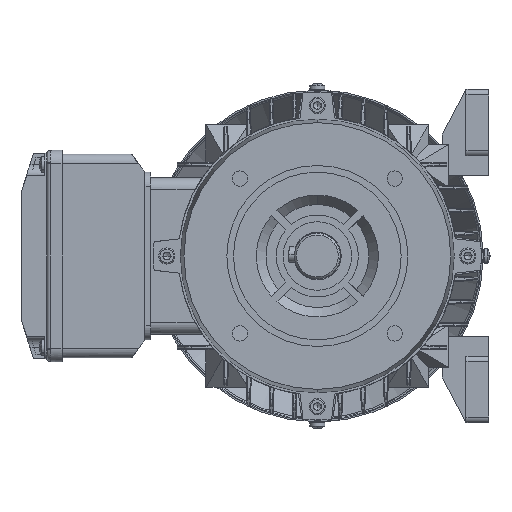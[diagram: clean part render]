
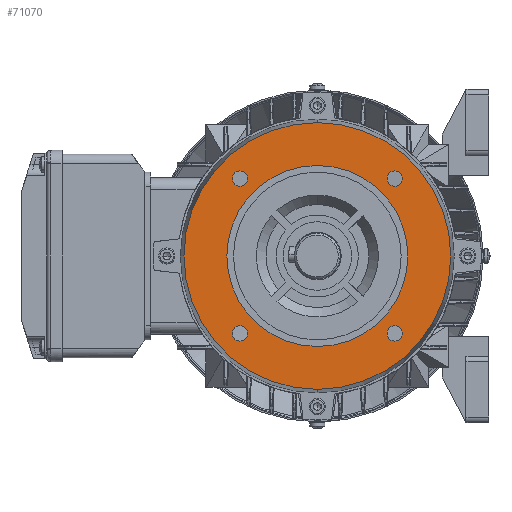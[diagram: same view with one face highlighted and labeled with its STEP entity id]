
A CAD part, left-side view. The second image highlights one B-rep face of the part: STEP entity #71070.
In plain terms, the highlighted planar face has unit normal (-1, 0, 0).
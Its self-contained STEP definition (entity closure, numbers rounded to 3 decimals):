
#66420 = DIRECTION ( 'NONE',  ( 0., 0., 1. ) ) ;
#70723 = EDGE_CURVE ( 'NONE', #70942, #70725, #71696, .T. ) ;
#70725 = VERTEX_POINT ( 'NONE', #71672 ) ;
#70751 = EDGE_CURVE ( 'NONE', #70754, #70755, #71822, .T. ) ;
#70754 = VERTEX_POINT ( 'NONE', #71815 ) ;
#70755 = VERTEX_POINT ( 'NONE', #71814 ) ;
#70827 = VERTEX_POINT ( 'NONE', #72016 ) ;
#70905 = VERTEX_POINT ( 'NONE', #72254 ) ;
#70908 = VERTEX_POINT ( 'NONE', #72225 ) ;
#70925 = EDGE_CURVE ( 'NONE', #70908, #70943, #72315, .T. ) ;
#70930 = EDGE_CURVE ( 'NONE', #70905, #70827, #72304, .T. ) ;
#70942 = VERTEX_POINT ( 'NONE', #72395 ) ;
#70943 = VERTEX_POINT ( 'NONE', #72393 ) ;
#71041 = ORIENTED_EDGE ( 'NONE', *, *, #70723, .F. ) ;
#71042 = ORIENTED_EDGE ( 'NONE', *, *, #71044, .F. ) ;
#71044 = EDGE_CURVE ( 'NONE', #70725, #70942, #72655, .T. ) ;
#71048 = EDGE_LOOP ( 'NONE', ( #71050, #71051 ) ) ;
#71050 = ORIENTED_EDGE ( 'NONE', *, *, #70751, .F. ) ;
#71051 = ORIENTED_EDGE ( 'NONE', *, *, #71052, .F. ) ;
#71052 = EDGE_CURVE ( 'NONE', #70755, #70754, #72644, .T. ) ;
#71054 = EDGE_LOOP ( 'NONE', ( #71055, #71057 ) ) ;
#71055 = ORIENTED_EDGE ( 'NONE', *, *, #80243, .T. ) ;
#71057 = ORIENTED_EDGE ( 'NONE', *, *, #71068, .T. ) ;
#71061 = EDGE_LOOP ( 'NONE', ( #71063, #71065 ) ) ;
#71063 = ORIENTED_EDGE ( 'NONE', *, *, #79554, .F. ) ;
#71065 = ORIENTED_EDGE ( 'NONE', *, *, #71157, .F. ) ;
#71068 = EDGE_CURVE ( 'NONE', #80214, #80245, #72632, .T. ) ;
#71070 = ADVANCED_FACE ( 'NONE', ( #72625, #72623, #72621, #72619, #72618, #72616 ), #72615, .T. ) ;
#71072 = EDGE_LOOP ( 'NONE', ( #71075, #71076 ) ) ;
#71075 = ORIENTED_EDGE ( 'NONE', *, *, #70930, .F. ) ;
#71076 = ORIENTED_EDGE ( 'NONE', *, *, #71079, .F. ) ;
#71079 = EDGE_CURVE ( 'NONE', #70827, #70905, #72746, .T. ) ;
#71080 = EDGE_LOOP ( 'NONE', ( #71082, #71084 ) ) ;
#71082 = ORIENTED_EDGE ( 'NONE', *, *, #70925, .F. ) ;
#71084 = ORIENTED_EDGE ( 'NONE', *, *, #71086, .F. ) ;
#71086 = EDGE_CURVE ( 'NONE', #70943, #70908, #72731, .T. ) ;
#71089 = EDGE_LOOP ( 'NONE', ( #71041, #71042 ) ) ;
#71157 = EDGE_CURVE ( 'NONE', #79561, #79559, #72842, .T. ) ;
#71672 = CARTESIAN_POINT ( 'NONE',  ( 3., 40.659, -36.659 ) ) ;
#71673 = DIRECTION ( 'NONE',  ( 0., 0., 1. ) ) ;
#71675 = DIRECTION ( 'NONE',  ( -1., 0., 0. ) ) ;
#71677 = CARTESIAN_POINT ( 'NONE',  ( 3., 40.659, -40.659 ) ) ;
#71678 = AXIS2_PLACEMENT_3D ( 'NONE', #71677, #71675, #71673 ) ;
#71696 = CIRCLE ( 'NONE', #71678, 4. ) ;
#71814 = CARTESIAN_POINT ( 'NONE',  ( 3., 40.659, 44.659 ) ) ;
#71815 = CARTESIAN_POINT ( 'NONE',  ( 3., 40.659, 36.659 ) ) ;
#71817 = DIRECTION ( 'NONE',  ( 0., 0., 1. ) ) ;
#71818 = DIRECTION ( 'NONE',  ( -1., 0., 0. ) ) ;
#71819 = CARTESIAN_POINT ( 'NONE',  ( 3., 40.659, 40.659 ) ) ;
#71821 = AXIS2_PLACEMENT_3D ( 'NONE', #71819, #71818, #71817 ) ;
#71822 = CIRCLE ( 'NONE', #71821, 4. ) ;
#72016 = CARTESIAN_POINT ( 'NONE',  ( 3., -40.659, 44.659 ) ) ;
#72225 = CARTESIAN_POINT ( 'NONE',  ( 3., -40.659, -44.659 ) ) ;
#72254 = CARTESIAN_POINT ( 'NONE',  ( 3., -40.659, 36.659 ) ) ;
#72297 = DIRECTION ( 'NONE',  ( 0., 0., 1. ) ) ;
#72299 = DIRECTION ( 'NONE',  ( -1., 0., 0. ) ) ;
#72301 = CARTESIAN_POINT ( 'NONE',  ( 3., -40.659, 40.659 ) ) ;
#72302 = AXIS2_PLACEMENT_3D ( 'NONE', #72301, #72299, #72297 ) ;
#72304 = CIRCLE ( 'NONE', #72302, 4. ) ;
#72308 = DIRECTION ( 'NONE',  ( 0., 0., 1. ) ) ;
#72310 = DIRECTION ( 'NONE',  ( -1., 0., 0. ) ) ;
#72312 = CARTESIAN_POINT ( 'NONE',  ( 3., -40.659, -40.659 ) ) ;
#72313 = AXIS2_PLACEMENT_3D ( 'NONE', #72312, #72310, #72308 ) ;
#72315 = CIRCLE ( 'NONE', #72313, 4. ) ;
#72393 = CARTESIAN_POINT ( 'NONE',  ( 3., -40.659, -36.659 ) ) ;
#72395 = CARTESIAN_POINT ( 'NONE',  ( 3., 40.659, -44.659 ) ) ;
#72607 = DIRECTION ( 'NONE',  ( -1., 0., 0. ) ) ;
#72609 = AXIS2_PLACEMENT_3D ( 'NONE', #72614, #72607, #66420 ) ;
#72614 = CARTESIAN_POINT ( 'NONE',  ( 3., -28.387, 0. ) ) ;
#72615 = PLANE ( 'NONE',  #72609 ) ;
#72616 = FACE_BOUND ( 'NONE', #71061, .T. ) ;
#72618 = FACE_OUTER_BOUND ( 'NONE', #71054, .T. ) ;
#72619 = FACE_BOUND ( 'NONE', #71048, .T. ) ;
#72621 = FACE_BOUND ( 'NONE', #71089, .T. ) ;
#72623 = FACE_BOUND ( 'NONE', #71080, .T. ) ;
#72625 = FACE_BOUND ( 'NONE', #71072, .T. ) ;
#72626 = DIRECTION ( 'NONE',  ( 0., 0., 1. ) ) ;
#72628 = DIRECTION ( 'NONE',  ( -1., 0., 0. ) ) ;
#72629 = CARTESIAN_POINT ( 'NONE',  ( 3., 0., 0. ) ) ;
#72630 = AXIS2_PLACEMENT_3D ( 'NONE', #72629, #72628, #72626 ) ;
#72632 = CIRCLE ( 'NONE', #72630, 70. ) ;
#72638 = DIRECTION ( 'NONE',  ( 0., 0., 1. ) ) ;
#72640 = DIRECTION ( 'NONE',  ( -1., 0., 0. ) ) ;
#72642 = CARTESIAN_POINT ( 'NONE',  ( 3., 40.659, 40.659 ) ) ;
#72643 = AXIS2_PLACEMENT_3D ( 'NONE', #72642, #72640, #72638 ) ;
#72644 = CIRCLE ( 'NONE', #72643, 4. ) ;
#72650 = DIRECTION ( 'NONE',  ( 0., 0., 1. ) ) ;
#72652 = DIRECTION ( 'NONE',  ( -1., 0., 0. ) ) ;
#72653 = AXIS2_PLACEMENT_3D ( 'NONE', #72664, #72652, #72650 ) ;
#72655 = CIRCLE ( 'NONE', #72653, 4. ) ;
#72664 = CARTESIAN_POINT ( 'NONE',  ( 3., 40.659, -40.659 ) ) ;
#72726 = DIRECTION ( 'NONE',  ( 0., 0., 1. ) ) ;
#72727 = DIRECTION ( 'NONE',  ( -1., 0., 0. ) ) ;
#72729 = CARTESIAN_POINT ( 'NONE',  ( 3., -40.659, -40.659 ) ) ;
#72730 = AXIS2_PLACEMENT_3D ( 'NONE', #72729, #72727, #72726 ) ;
#72731 = CIRCLE ( 'NONE', #72730, 4. ) ;
#72737 = DIRECTION ( 'NONE',  ( 0., 0., 1. ) ) ;
#72739 = DIRECTION ( 'NONE',  ( -1., 0., 0. ) ) ;
#72741 = CARTESIAN_POINT ( 'NONE',  ( 3., -40.659, 40.659 ) ) ;
#72743 = AXIS2_PLACEMENT_3D ( 'NONE', #72741, #72739, #72737 ) ;
#72746 = CIRCLE ( 'NONE', #72743, 4. ) ;
#72826 = DIRECTION ( 'NONE',  ( 0., 0., 1. ) ) ;
#72828 = DIRECTION ( 'NONE',  ( -1., 0., 0. ) ) ;
#72830 = CARTESIAN_POINT ( 'NONE',  ( 3., 0., 0. ) ) ;
#72831 = AXIS2_PLACEMENT_3D ( 'NONE', #72830, #72828, #72826 ) ;
#72842 = CIRCLE ( 'NONE', #72831, 47.5 ) ;
#79554 = EDGE_CURVE ( 'NONE', #79559, #79561, #98120, .T. ) ;
#79559 = VERTEX_POINT ( 'NONE', #98111 ) ;
#79561 = VERTEX_POINT ( 'NONE', #98109 ) ;
#80214 = VERTEX_POINT ( 'NONE', #99595 ) ;
#80243 = EDGE_CURVE ( 'NONE', #80245, #80214, #99670, .T. ) ;
#80245 = VERTEX_POINT ( 'NONE', #99661 ) ;
#98109 = CARTESIAN_POINT ( 'NONE',  ( 3., 0., -47.5 ) ) ;
#98111 = CARTESIAN_POINT ( 'NONE',  ( 3., 0., 47.5 ) ) ;
#98113 = DIRECTION ( 'NONE',  ( 0., 0., 1. ) ) ;
#98115 = DIRECTION ( 'NONE',  ( -1., 0., 0. ) ) ;
#98117 = CARTESIAN_POINT ( 'NONE',  ( 3., 0., 0. ) ) ;
#98118 = AXIS2_PLACEMENT_3D ( 'NONE', #98117, #98115, #98113 ) ;
#98120 = CIRCLE ( 'NONE', #98118, 47.5 ) ;
#99595 = CARTESIAN_POINT ( 'NONE',  ( 3., 0., -70. ) ) ;
#99661 = CARTESIAN_POINT ( 'NONE',  ( 3., 0., 70. ) ) ;
#99663 = DIRECTION ( 'NONE',  ( 0., 0., 1. ) ) ;
#99665 = DIRECTION ( 'NONE',  ( -1., 0., 0. ) ) ;
#99667 = CARTESIAN_POINT ( 'NONE',  ( 3., 0., 0. ) ) ;
#99668 = AXIS2_PLACEMENT_3D ( 'NONE', #99667, #99665, #99663 ) ;
#99670 = CIRCLE ( 'NONE', #99668, 70. ) ;
